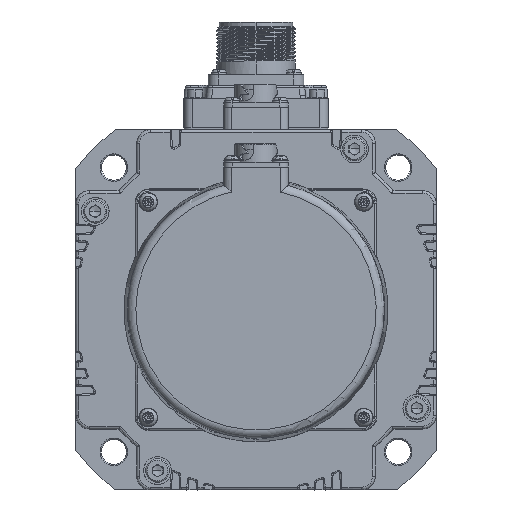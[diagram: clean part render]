
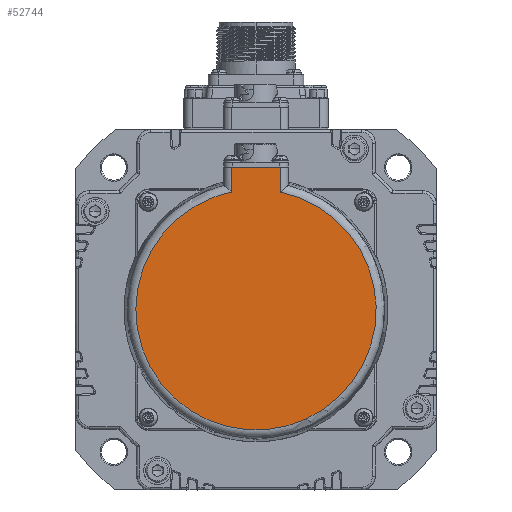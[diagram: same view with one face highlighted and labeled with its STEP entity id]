
A CAD part, front view. The second image highlights one B-rep face of the part: STEP entity #52744.
In plain terms, the highlighted planar face has unit normal (0, -1, 0).
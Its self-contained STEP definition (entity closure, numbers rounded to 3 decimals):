
#45028=CARTESIAN_POINT('',(8.67,-67.7,-22.53));
#45029=VERTEX_POINT('',#45028);
#45030=CARTESIAN_POINT('',(-8.67,-67.7,-22.53));
#45031=VERTEX_POINT('',#45030);
#45032=CARTESIAN_POINT('',(8.67,-67.7,-22.53));
#45033=CARTESIAN_POINT('',(10.231,-67.7,-22.849));
#45034=CARTESIAN_POINT('',(11.777,-67.7,-23.239));
#45035=CARTESIAN_POINT('',(13.304,-67.7,-23.7));
#45036=CARTESIAN_POINT('',(16.312,-67.7,-24.762));
#45037=CARTESIAN_POINT('',(19.21,-67.7,-26.094));
#45038=CARTESIAN_POINT('',(20.627,-67.7,-26.827));
#45039=CARTESIAN_POINT('',(23.39,-67.7,-28.42));
#45040=CARTESIAN_POINT('',(25.996,-67.7,-30.26));
#45041=CARTESIAN_POINT('',(27.255,-67.7,-31.239));
#45042=CARTESIAN_POINT('',(29.681,-67.7,-33.31));
#45043=CARTESIAN_POINT('',(31.906,-67.7,-35.595));
#45044=CARTESIAN_POINT('',(32.966,-67.7,-36.788));
#45045=CARTESIAN_POINT('',(34.972,-67.7,-39.267));
#45046=CARTESIAN_POINT('',(36.742,-67.7,-41.92));
#45047=CARTESIAN_POINT('',(37.566,-67.7,-43.286));
#45048=CARTESIAN_POINT('',(39.085,-67.7,-46.091));
#45049=CARTESIAN_POINT('',(40.341,-67.7,-49.023));
#45050=CARTESIAN_POINT('',(40.901,-67.7,-50.516));
#45051=CARTESIAN_POINT('',(41.882,-67.7,-53.551));
#45052=CARTESIAN_POINT('',(42.581,-67.7,-56.663));
#45053=CARTESIAN_POINT('',(42.859,-67.7,-58.234));
#45054=CARTESIAN_POINT('',(43.269,-67.7,-61.397));
#45055=CARTESIAN_POINT('',(43.388,-67.7,-64.585));
#45056=CARTESIAN_POINT('',(43.374,-67.7,-66.18));
#45057=CARTESIAN_POINT('',(43.199,-67.7,-69.364));
#45058=CARTESIAN_POINT('',(42.733,-67.7,-72.52));
#45059=CARTESIAN_POINT('',(42.428,-67.7,-74.086));
#45060=CARTESIAN_POINT('',(41.674,-67.7,-77.185));
#45061=CARTESIAN_POINT('',(40.64,-67.7,-80.202));
#45062=CARTESIAN_POINT('',(40.053,-67.7,-81.686));
#45063=CARTESIAN_POINT('',(38.746,-67.7,-84.595));
#45064=CARTESIAN_POINT('',(37.177,-67.7,-87.372));
#45065=CARTESIAN_POINT('',(36.33,-67.7,-88.724));
#45066=CARTESIAN_POINT('',(34.513,-67.7,-91.345));
#45067=CARTESIAN_POINT('',(32.463,-67.7,-93.789));
#45068=CARTESIAN_POINT('',(31.383,-67.7,-94.963));
#45069=CARTESIAN_POINT('',(29.118,-67.7,-97.208));
#45070=CARTESIAN_POINT('',(26.656,-67.7,-99.236));
#45071=CARTESIAN_POINT('',(25.38,-67.7,-100.193));
#45072=CARTESIAN_POINT('',(22.742,-67.7,-101.986));
#45073=CARTESIAN_POINT('',(19.951,-67.7,-103.531));
#45074=CARTESIAN_POINT('',(18.522,-67.7,-104.238));
#45075=CARTESIAN_POINT('',(15.601,-67.7,-105.519));
#45076=CARTESIAN_POINT('',(12.575,-67.7,-106.528));
#45077=CARTESIAN_POINT('',(11.04,-67.7,-106.962));
#45078=CARTESIAN_POINT('',(7.934,-67.7,-107.688));
#45079=CARTESIAN_POINT('',(4.775,-67.7,-108.126));
#45080=CARTESIAN_POINT('',(3.186,-67.7,-108.273));
#45081=CARTESIAN_POINT('',(0.,-67.7,-108.419));
#45082=CARTESIAN_POINT('',(-3.186,-67.7,-108.273));
#45083=CARTESIAN_POINT('',(-4.775,-67.7,-108.126));
#45084=CARTESIAN_POINT('',(-7.934,-67.7,-107.688));
#45085=CARTESIAN_POINT('',(-11.04,-67.7,-106.962));
#45086=CARTESIAN_POINT('',(-12.575,-67.7,-106.528));
#45087=CARTESIAN_POINT('',(-15.601,-67.7,-105.519));
#45088=CARTESIAN_POINT('',(-18.522,-67.7,-104.238));
#45089=CARTESIAN_POINT('',(-19.951,-67.7,-103.531));
#45090=CARTESIAN_POINT('',(-22.742,-67.7,-101.986));
#45091=CARTESIAN_POINT('',(-25.38,-67.7,-100.193));
#45092=CARTESIAN_POINT('',(-26.656,-67.7,-99.236));
#45093=CARTESIAN_POINT('',(-29.118,-67.7,-97.208));
#45094=CARTESIAN_POINT('',(-31.383,-67.7,-94.963));
#45095=CARTESIAN_POINT('',(-32.463,-67.7,-93.789));
#45096=CARTESIAN_POINT('',(-34.513,-67.7,-91.345));
#45097=CARTESIAN_POINT('',(-36.33,-67.7,-88.724));
#45098=CARTESIAN_POINT('',(-37.177,-67.7,-87.372));
#45099=CARTESIAN_POINT('',(-38.746,-67.7,-84.595));
#45100=CARTESIAN_POINT('',(-40.053,-67.7,-81.686));
#45101=CARTESIAN_POINT('',(-40.64,-67.7,-80.202));
#45102=CARTESIAN_POINT('',(-41.674,-67.7,-77.185));
#45103=CARTESIAN_POINT('',(-42.428,-67.7,-74.086));
#45104=CARTESIAN_POINT('',(-42.733,-67.7,-72.52));
#45105=CARTESIAN_POINT('',(-43.199,-67.7,-69.364));
#45106=CARTESIAN_POINT('',(-43.374,-67.7,-66.18));
#45107=CARTESIAN_POINT('',(-43.388,-67.7,-64.585));
#45108=CARTESIAN_POINT('',(-43.269,-67.7,-61.397));
#45109=CARTESIAN_POINT('',(-42.859,-67.7,-58.234));
#45110=CARTESIAN_POINT('',(-42.581,-67.7,-56.663));
#45111=CARTESIAN_POINT('',(-41.882,-67.7,-53.551));
#45112=CARTESIAN_POINT('',(-40.901,-67.7,-50.516));
#45113=CARTESIAN_POINT('',(-40.341,-67.7,-49.023));
#45114=CARTESIAN_POINT('',(-39.085,-67.7,-46.091));
#45115=CARTESIAN_POINT('',(-37.566,-67.7,-43.286));
#45116=CARTESIAN_POINT('',(-36.742,-67.7,-41.92));
#45117=CARTESIAN_POINT('',(-34.972,-67.7,-39.267));
#45118=CARTESIAN_POINT('',(-32.966,-67.7,-36.788));
#45119=CARTESIAN_POINT('',(-31.906,-67.7,-35.595));
#45120=CARTESIAN_POINT('',(-29.681,-67.7,-33.31));
#45121=CARTESIAN_POINT('',(-27.255,-67.7,-31.239));
#45122=CARTESIAN_POINT('',(-25.996,-67.7,-30.26));
#45123=CARTESIAN_POINT('',(-23.39,-67.7,-28.42));
#45124=CARTESIAN_POINT('',(-20.627,-67.7,-26.827));
#45125=CARTESIAN_POINT('',(-19.21,-67.7,-26.094));
#45126=CARTESIAN_POINT('',(-16.312,-67.7,-24.762));
#45127=CARTESIAN_POINT('',(-13.304,-67.7,-23.7));
#45128=CARTESIAN_POINT('',(-11.777,-67.7,-23.239));
#45129=CARTESIAN_POINT('',(-10.231,-67.7,-22.849));
#45130=CARTESIAN_POINT('',(-8.67,-67.7,-22.53));
#45131=B_SPLINE_CURVE_WITH_KNOTS('',5,(#45032,#45033,#45034,#45035,#45036,#45037,#45038,#45039,#45040,#45041,#45042,#45043,#45044,#45045,#45046,#45047,#45048,#45049,#45050,#45051,#45052,#45053,#45054,#45055,#45056,#45057,#45058,#45059,#45060,#45061,#45062,#45063,#45064,#45065,#45066,#45067,#45068,#45069,#45070,#45071,#45072,#45073,#45074,#45075,#45076,#45077,#45078,#45079,#45080,#45081,#45082,#45083,#45084,#45085,#45086,#45087,#45088,#45089,#45090,#45091,#45092,#45093,#45094,#45095,#45096,#45097,#45098,#45099,#45100,#45101,#45102,#45103,#45104,#45105,#45106,#45107,#45108,#45109,#45110,#45111,#45112,#45113,#45114,#45115,#45116,#45117,#45118,#45119,#45120,#45121,#45122,#45123,#45124,#45125,#45126,#45127,#45128,#45129,#45130),.UNSPECIFIED.,.F.,.U.,(6,3,3,3,3,3,3,3,3,3,3,3,3,3,3,3,3,3,3,3,3,3,3,3,3,3,3,3,3,3,3,3,6),(0.,0.184,0.368,0.551,0.735,0.919,1.103,1.286,1.47,1.654,1.838,2.021,2.205,2.389,2.573,2.756,2.94,3.124,3.308,3.492,3.675,3.859,4.043,4.227,4.41,4.594,4.778,4.962,5.145,5.329,5.513,5.697,5.88),.UNSPECIFIED.);
#45132=EDGE_CURVE('',#45029,#45031,#45131,.T.);
#45274=CARTESIAN_POINT('',(-8.67,-67.7,-13.5));
#45275=VERTEX_POINT('',#45274);
#45276=CARTESIAN_POINT('',(-8.67,-67.7,-22.53));
#45277=CARTESIAN_POINT('',(-8.67,-67.7,-20.724));
#45278=CARTESIAN_POINT('',(-8.67,-67.7,-18.918));
#45279=CARTESIAN_POINT('',(-8.67,-67.7,-17.112));
#45280=CARTESIAN_POINT('',(-8.67,-67.7,-15.306));
#45281=CARTESIAN_POINT('',(-8.67,-67.7,-13.5));
#45282=B_SPLINE_CURVE_WITH_KNOTS('',5,(#45276,#45277,#45278,#45279,#45280,#45281),.UNSPECIFIED.,.F.,.U.,(6,6),(0.,0.009),.UNSPECIFIED.);
#45283=EDGE_CURVE('',#45031,#45275,#45282,.T.);
#50421=CARTESIAN_POINT('',(8.67,-67.7,-13.5));
#50422=VERTEX_POINT('',#50421);
#50441=CARTESIAN_POINT('',(8.67,-67.7,-13.5));
#50442=CARTESIAN_POINT('',(8.67,-67.7,-15.306));
#50443=CARTESIAN_POINT('',(8.67,-67.7,-17.112));
#50444=CARTESIAN_POINT('',(8.67,-67.7,-18.918));
#50445=CARTESIAN_POINT('',(8.67,-67.7,-20.724));
#50446=CARTESIAN_POINT('',(8.67,-67.7,-22.53));
#50447=B_SPLINE_CURVE_WITH_KNOTS('',5,(#50441,#50442,#50443,#50444,#50445,#50446),.UNSPECIFIED.,.F.,.U.,(6,6),(0.,0.009),.UNSPECIFIED.);
#50448=EDGE_CURVE('',#50422,#45029,#50447,.T.);
#52725=CARTESIAN_POINT('',(0.,-67.7,-60.923));
#52726=DIRECTION('',(0.,0.,-1.));
#52727=DIRECTION('',(0.,-1.,0.));
#52728=AXIS2_PLACEMENT_3D('',#52725,#52727,#52726);
#52729=PLANE('',#52728);
#52730=CARTESIAN_POINT('',(8.67,-67.7,-13.5));
#52731=CARTESIAN_POINT('',(5.202,-67.7,-13.5));
#52732=CARTESIAN_POINT('',(1.734,-67.7,-13.5));
#52733=CARTESIAN_POINT('',(-1.734,-67.7,-13.5));
#52734=CARTESIAN_POINT('',(-5.202,-67.7,-13.5));
#52735=CARTESIAN_POINT('',(-8.67,-67.7,-13.5));
#52736=B_SPLINE_CURVE_WITH_KNOTS('',5,(#52730,#52731,#52732,#52733,#52734,#52735),.UNSPECIFIED.,.F.,.U.,(6,6),(0.,0.017),.UNSPECIFIED.);
#52737=EDGE_CURVE('',#50422,#45275,#52736,.T.);
#52738=ORIENTED_EDGE('',*,*,#52737,.T.);
#52739=ORIENTED_EDGE('',*,*,#45283,.F.);
#52740=ORIENTED_EDGE('',*,*,#45132,.F.);
#52741=ORIENTED_EDGE('',*,*,#50448,.F.);
#52742=EDGE_LOOP('',(#52738,#52739,#52740,#52741));
#52743=FACE_OUTER_BOUND('',#52742,.T.);
#52744=ADVANCED_FACE('',(#52743),#52729,.T.);
